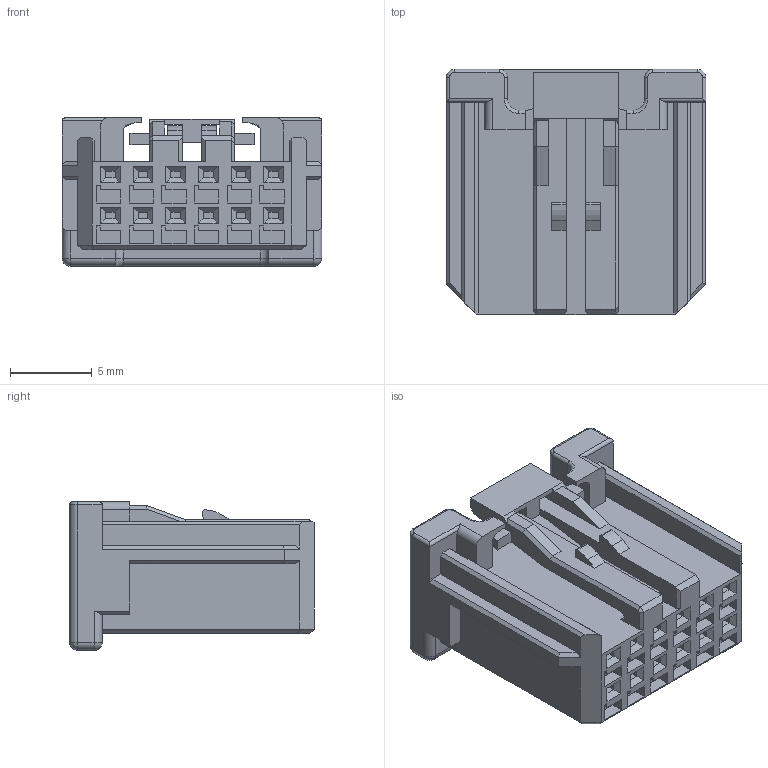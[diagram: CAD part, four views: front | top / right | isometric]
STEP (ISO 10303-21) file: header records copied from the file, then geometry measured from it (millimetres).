
FILE_DESCRIPTION( ('This file contains a STEP AP42 implementation' ,'as created by ZW3D STEP Interface translator.') ,'2;1' );
FILE_NAME( '72025-2FC012AN00BA1.step' ,'23 818.172419', (''), ('ZWCAD Software Co.'), 'Version 1.0', 'ZW3D to STEP translator', '' );
FILE_SCHEMA(('AUTOMOTIVE_DESIGN { 1 0 10303 214 1 1 1 1 }'));
Length unit declared in the file: millimetre
Products named in the file (2): 0; 72025-2FC012AN00BA1
Bounding box: 15.9 x 15 x 9.1 mm (x, y, z)
Volume: 1271.6 mm3; surface area: 1552.9 mm2
Topology: 1 solids, 1 shells, 783 faces, 2067 edges, 1338 vertices
Faces by surface type: plane 662, cylinder 60, bspline 49, torus 8, sphere 4
Full cylindrical faces by diameter (mm): 0.4 x2, 3 x1
Entity records: 24796 total; most frequent: CARTESIAN_POINT 4892, ORIENTED_EDGE 4134, DIRECTION 3536, EDGE_CURVE 2067, VECTOR 1834, LINE 1834, VERTEX_POINT 1338, AXIS2_PLACEMENT_3D 851
